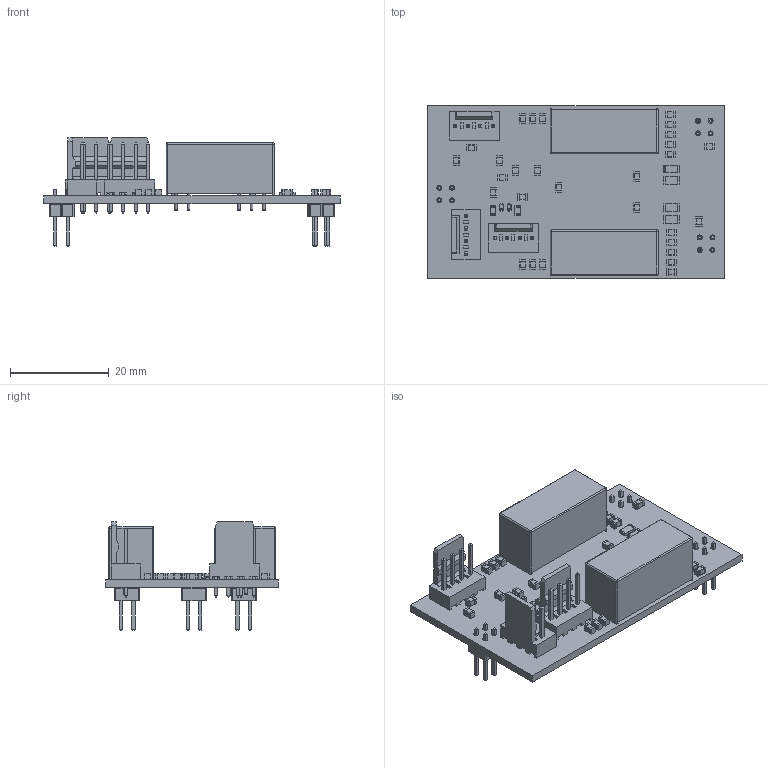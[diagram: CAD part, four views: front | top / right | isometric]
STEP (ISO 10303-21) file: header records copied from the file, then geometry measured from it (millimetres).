
FILE_DESCRIPTION(('KiCad electronic assembly'),'2;1');
FILE_NAME('GateDriver.step','2021-04-15T18:32:31',('An Author'),( 'A Company'),'Open CASCADE STEP processor 6.9', 'KiCad to STEP converter','Unknown');
FILE_SCHEMA(('AUTOMOTIVE_DESIGN { 1 0 10303 214 1 1 1 1 }'));
Length unit declared in the file: millimetre
Products named in the file (16): Open CASCADE STEP translator 6.9 1; PinHeader_2x02_P2.54mm_Vertical; SOLID; Molex_KK-254_AE-6410-04A_1x04_P2.54mm_Vertical; D_SOD-523; C_0805_2012Metric; R_0805_2012Metric; R_1206_3216Metric; Converter_DCDC_XP_POWER-ITXxxxxSA_THT; COMPOUND
Assembly tree (53 placements, depth 3):
  Open CASCADE STEP translator 6.9 1
    PinHeader_2x02_P2.54mm_Vertical  x3
      SOLID
    Molex_KK-254_AE-6410-04A_1x04_P2.54mm_Vertical  x3
      SOLID
    D_SOD-523  x2
      SOLID
    C_0805_2012Metric  x29
      SOLID
    R_0805_2012Metric  x2
      SOLID
    R_1206_3216Metric  x4
      SOLID
    Converter_DCDC_XP_POWER-ITXxxxxSA_THT  x2
      SOLID
    COMPOUND
Bounding box: 60 x 35 x 21.94 mm (x, y, z)
Volume: 8536.8 mm3; surface area: 9401 mm2
Topology: 46 solids, 46 shells, 1751 faces, 4357 edges, 2808 vertices
Faces by surface type: plane 1254, cylinder 459, bspline 20, torus 10, sphere 8
Full cylindrical faces by diameter (mm): 0.5 x10, 0.85 x10, 1 x12, 1.19 x12
Entity records: 26855 total; most frequent: CARTESIAN_POINT 4318, DIRECTION 3773, LINE 2480, VECTOR 2480, ORIENTED_EDGE 1892, PCURVE 1892, DEFINITIONAL_REPRESENTATION 1892, EDGE_CURVE 946
